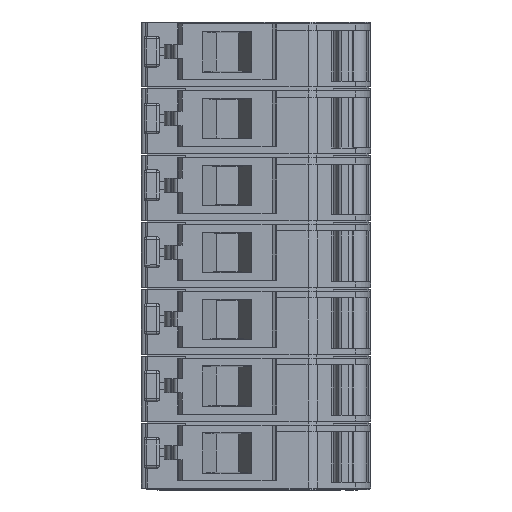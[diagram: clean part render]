
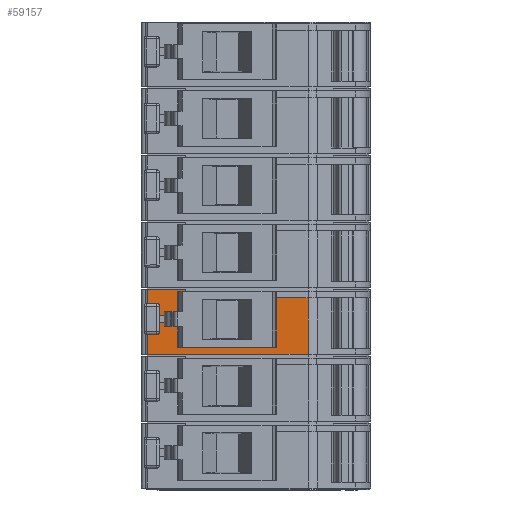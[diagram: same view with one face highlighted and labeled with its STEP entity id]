
A CAD part, front view. The second image highlights one B-rep face of the part: STEP entity #59157.
In plain terms, the highlighted planar face has unit normal (0, -1, 0).
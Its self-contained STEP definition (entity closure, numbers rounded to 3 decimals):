
#648 = CARTESIAN_POINT ( 'NONE',  ( -24.759, 7.79, -21.594 ) ) ;
#653 = ORIENTED_EDGE ( 'NONE', *, *, #38261, .F. ) ;
#705 = LINE ( 'NONE', #36612, #4441 ) ;
#1004 = VECTOR ( 'NONE', #7779, 1000. ) ;
#1584 = CARTESIAN_POINT ( 'NONE',  ( -25.359, 7.79, -28.644 ) ) ;
#1765 = DIRECTION ( 'NONE',  ( 0., 0., -1. ) ) ;
#2052 = CARTESIAN_POINT ( 'NONE',  ( -25.359, 7.79, -23.644 ) ) ;
#2319 = ORIENTED_EDGE ( 'NONE', *, *, #5794, .F. ) ;
#2711 = CARTESIAN_POINT ( 'NONE',  ( -12.904, 7.79, -20.194 ) ) ;
#3113 = CARTESIAN_POINT ( 'NONE',  ( -15.346, 7.79, -19.244 ) ) ;
#3465 = EDGE_CURVE ( 'NONE', #39375, #22706, #42011, .T. ) ;
#3497 = EDGE_CURVE ( 'NONE', #37084, #26397, #26146, .T. ) ;
#4423 = EDGE_CURVE ( 'NONE', #43197, #13369, #6922, .T. ) ;
#4441 = VECTOR ( 'NONE', #7131, 1000. ) ;
#5152 = ORIENTED_EDGE ( 'NONE', *, *, #36031, .F. ) ;
#5658 = CARTESIAN_POINT ( 'NONE',  ( -23.046, 7.79, -18.644 ) ) ;
#5794 = EDGE_CURVE ( 'NONE', #16231, #24000, #23482, .T. ) ;
#6103 = CARTESIAN_POINT ( 'NONE',  ( -24.759, 7.79, -18.644 ) ) ;
#6874 = DIRECTION ( 'NONE',  ( 0., 0., 1. ) ) ;
#6922 = LINE ( 'NONE', #52129, #36507 ) ;
#7131 = DIRECTION ( 'NONE',  ( 0., 0., 1. ) ) ;
#7284 = EDGE_LOOP ( 'NONE', ( #52424, #33877, #35481, #52592, #25938, #653, #15868, #5152, #2319, #49974, #61083, #36971, #44191, #27888 ) ) ;
#7578 = DIRECTION ( 'NONE',  ( -1., 0., 0. ) ) ;
#7779 = DIRECTION ( 'NONE',  ( 1., 0., 0. ) ) ;
#8531 = VERTEX_POINT ( 'NONE', #47827 ) ;
#8603 = CARTESIAN_POINT ( 'NONE',  ( -15.346, 7.79, -23.094 ) ) ;
#8967 = VECTOR ( 'NONE', #30162, 1000. ) ;
#9526 = LINE ( 'NONE', #61509, #58260 ) ;
#10303 = DIRECTION ( 'NONE',  ( 0., 0., -1. ) ) ;
#10508 = EDGE_CURVE ( 'NONE', #34434, #39375, #22109, .T. ) ;
#12443 = CARTESIAN_POINT ( 'NONE',  ( -12.904, 7.79, -23.094 ) ) ;
#12626 = CARTESIAN_POINT ( 'NONE',  ( -23.046, 7.79, -18.744 ) ) ;
#13369 = VERTEX_POINT ( 'NONE', #42924 ) ;
#13918 = PLANE ( 'NONE',  #62219 ) ;
#15868 = ORIENTED_EDGE ( 'NONE', *, *, #16887, .F. ) ;
#16014 = VECTOR ( 'NONE', #7578, 1000. ) ;
#16231 = VERTEX_POINT ( 'NONE', #648 ) ;
#16368 = EDGE_CURVE ( 'NONE', #22706, #25532, #40455, .T. ) ;
#16681 = LINE ( 'NONE', #29489, #34967 ) ;
#16887 = EDGE_CURVE ( 'NONE', #46155, #43687, #35089, .T. ) ;
#17234 = VECTOR ( 'NONE', #35504, 1000. ) ;
#17988 = CARTESIAN_POINT ( 'NONE',  ( -12.904, 7.79, -18.644 ) ) ;
#18111 = DIRECTION ( 'NONE',  ( 1., 0., 0. ) ) ;
#20743 = DIRECTION ( 'NONE',  ( 0., 0., 1. ) ) ;
#22101 = EDGE_CURVE ( 'NONE', #25532, #43197, #16681, .T. ) ;
#22109 = LINE ( 'NONE', #39875, #38036 ) ;
#22706 = VERTEX_POINT ( 'NONE', #59600 ) ;
#23482 = LINE ( 'NONE', #6103, #8967 ) ;
#23915 = VECTOR ( 'NONE', #1765, 1000. ) ;
#24000 = VERTEX_POINT ( 'NONE', #53277 ) ;
#25532 = VERTEX_POINT ( 'NONE', #8603 ) ;
#25690 = FACE_OUTER_BOUND ( 'NONE', #7284, .T. ) ;
#25823 = CARTESIAN_POINT ( 'NONE',  ( -22.396, 7.79, -23.794 ) ) ;
#25938 = ORIENTED_EDGE ( 'NONE', *, *, #39621, .F. ) ;
#26031 = CARTESIAN_POINT ( 'NONE',  ( -12.904, 7.79, -21.594 ) ) ;
#26146 = LINE ( 'NONE', #29503, #38983 ) ;
#26397 = VERTEX_POINT ( 'NONE', #2052 ) ;
#26665 = VERTEX_POINT ( 'NONE', #47488 ) ;
#27789 = DIRECTION ( 'NONE',  ( -1., 0., 0. ) ) ;
#27888 = ORIENTED_EDGE ( 'NONE', *, *, #4423, .F. ) ;
#29109 = DIRECTION ( 'NONE',  ( 0., 0., -1. ) ) ;
#29489 = CARTESIAN_POINT ( 'NONE',  ( -15.346, 7.79, -18.644 ) ) ;
#29503 = CARTESIAN_POINT ( 'NONE',  ( -12.904, 7.79, -23.644 ) ) ;
#30162 = DIRECTION ( 'NONE',  ( 0., 0., 1. ) ) ;
#30976 = DIRECTION ( 'NONE',  ( -1., 0., 0. ) ) ;
#33877 = ORIENTED_EDGE ( 'NONE', *, *, #16368, .F. ) ;
#34434 = VERTEX_POINT ( 'NONE', #59680 ) ;
#34967 = VECTOR ( 'NONE', #20743, 1000. ) ;
#35089 = LINE ( 'NONE', #1584, #60957 ) ;
#35277 = CARTESIAN_POINT ( 'NONE',  ( -12.904, 7.79, -23.644 ) ) ;
#35481 = ORIENTED_EDGE ( 'NONE', *, *, #3465, .F. ) ;
#35504 = DIRECTION ( 'NONE',  ( 1., 0., 0. ) ) ;
#36031 = EDGE_CURVE ( 'NONE', #24000, #46155, #60934, .T. ) ;
#36507 = VECTOR ( 'NONE', #18111, 1000. ) ;
#36612 = CARTESIAN_POINT ( 'NONE',  ( -25.359, 7.79, -18.644 ) ) ;
#36971 = ORIENTED_EDGE ( 'NONE', *, *, #3497, .F. ) ;
#37084 = VERTEX_POINT ( 'NONE', #35277 ) ;
#38036 = VECTOR ( 'NONE', #30976, 1000. ) ;
#38045 = EDGE_CURVE ( 'NONE', #8531, #16231, #52281, .T. ) ;
#38261 = EDGE_CURVE ( 'NONE', #43687, #26665, #9526, .T. ) ;
#38983 = VECTOR ( 'NONE', #63120, 1000. ) ;
#39375 = VERTEX_POINT ( 'NONE', #12626 ) ;
#39621 = EDGE_CURVE ( 'NONE', #26665, #34434, #44401, .T. ) ;
#39875 = CARTESIAN_POINT ( 'NONE',  ( -12.904, 7.79, -18.744 ) ) ;
#40455 = LINE ( 'NONE', #12443, #1004 ) ;
#42011 = LINE ( 'NONE', #5658, #43544 ) ;
#42590 = DIRECTION ( 'NONE',  ( 0., 1., 0. ) ) ;
#42924 = CARTESIAN_POINT ( 'NONE',  ( -12.904, 7.79, -19.244 ) ) ;
#43197 = VERTEX_POINT ( 'NONE', #3113 ) ;
#43544 = VECTOR ( 'NONE', #10303, 1000. ) ;
#43687 = VERTEX_POINT ( 'NONE', #62100 ) ;
#44191 = ORIENTED_EDGE ( 'NONE', *, *, #61851, .F. ) ;
#44247 = VECTOR ( 'NONE', #29109, 1000. ) ;
#44401 = LINE ( 'NONE', #25823, #23915 ) ;
#44603 = CARTESIAN_POINT ( 'NONE',  ( -25.359, 7.79, -20.194 ) ) ;
#46155 = VERTEX_POINT ( 'NONE', #44603 ) ;
#47488 = CARTESIAN_POINT ( 'NONE',  ( -22.396, 7.79, -18.594 ) ) ;
#47827 = CARTESIAN_POINT ( 'NONE',  ( -25.359, 7.79, -21.594 ) ) ;
#49974 = ORIENTED_EDGE ( 'NONE', *, *, #38045, .F. ) ;
#52129 = CARTESIAN_POINT ( 'NONE',  ( -12.904, 7.79, -19.244 ) ) ;
#52281 = LINE ( 'NONE', #26031, #17234 ) ;
#52424 = ORIENTED_EDGE ( 'NONE', *, *, #22101, .F. ) ;
#52592 = ORIENTED_EDGE ( 'NONE', *, *, #10508, .F. ) ;
#53277 = CARTESIAN_POINT ( 'NONE',  ( -24.759, 7.79, -20.194 ) ) ;
#54263 = EDGE_CURVE ( 'NONE', #26397, #8531, #705, .T. ) ;
#56839 = DIRECTION ( 'NONE',  ( 1., 0., 0. ) ) ;
#57251 = LINE ( 'NONE', #62318, #44247 ) ;
#58260 = VECTOR ( 'NONE', #56839, 1000. ) ;
#59157 = ADVANCED_FACE ( 'NONE', ( #25690 ), #13918, .F. ) ;
#59600 = CARTESIAN_POINT ( 'NONE',  ( -23.046, 7.79, -23.094 ) ) ;
#59680 = CARTESIAN_POINT ( 'NONE',  ( -22.396, 7.79, -18.744 ) ) ;
#60934 = LINE ( 'NONE', #2711, #16014 ) ;
#60957 = VECTOR ( 'NONE', #6874, 1000. ) ;
#61083 = ORIENTED_EDGE ( 'NONE', *, *, #54263, .F. ) ;
#61509 = CARTESIAN_POINT ( 'NONE',  ( -25.359, 7.79, -18.594 ) ) ;
#61851 = EDGE_CURVE ( 'NONE', #13369, #37084, #57251, .T. ) ;
#62100 = CARTESIAN_POINT ( 'NONE',  ( -25.359, 7.79, -18.594 ) ) ;
#62219 = AXIS2_PLACEMENT_3D ( 'NONE', #17988, #42590, #27789 ) ;
#62318 = CARTESIAN_POINT ( 'NONE',  ( -12.904, 7.79, -18.644 ) ) ;
#63120 = DIRECTION ( 'NONE',  ( -1., 0., 0. ) ) ;
